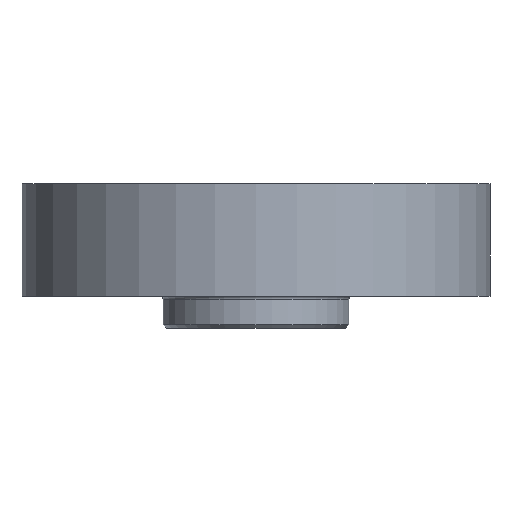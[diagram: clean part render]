
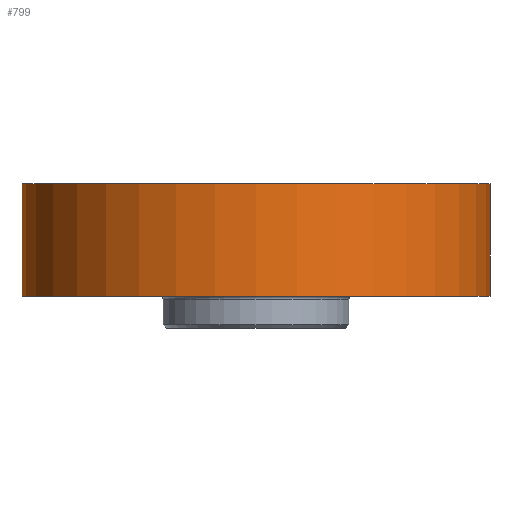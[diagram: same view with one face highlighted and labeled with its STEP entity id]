
A CAD part, front view. The second image highlights one B-rep face of the part: STEP entity #799.
In plain terms, the highlighted cylindrical face has radius 73 mm (diameter 146 mm), a partial arc.
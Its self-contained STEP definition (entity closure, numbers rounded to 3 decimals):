
#77 = DIRECTION ( 'NONE',  ( 1., 0., 0. ) ) ;
#113 = FACE_OUTER_BOUND ( 'NONE', #1393, .T. ) ;
#114 = CARTESIAN_POINT ( 'NONE',  ( -73., 0., 0. ) ) ;
#161 = VERTEX_POINT ( 'NONE', #992 ) ;
#167 = VERTEX_POINT ( 'NONE', #114 ) ;
#170 = CARTESIAN_POINT ( 'NONE',  ( 0., 0., -35. ) ) ;
#173 = CARTESIAN_POINT ( 'NONE',  ( -73., 0., -35. ) ) ;
#191 = CYLINDRICAL_SURFACE ( 'NONE', #763, 73. ) ;
#206 = AXIS2_PLACEMENT_3D ( 'NONE', #170, #1408, #306 ) ;
#220 = AXIS2_PLACEMENT_3D ( 'NONE', #611, #734, #77 ) ;
#253 = DIRECTION ( 'NONE',  ( 1., 0., 0. ) ) ;
#292 = VERTEX_POINT ( 'NONE', #1495 ) ;
#306 = DIRECTION ( 'NONE',  ( 1., 0., 0. ) ) ;
#307 = ORIENTED_EDGE ( 'NONE', *, *, #1460, .F. ) ;
#504 = CARTESIAN_POINT ( 'NONE',  ( 73., 0., -35. ) ) ;
#563 = LINE ( 'NONE', #1603, #1156 ) ;
#591 = EDGE_CURVE ( 'NONE', #292, #1075, #1538, .T. ) ;
#611 = CARTESIAN_POINT ( 'NONE',  ( 0., 0., 0. ) ) ;
#636 = DIRECTION ( 'NONE',  ( 0., 0., 1. ) ) ;
#734 = DIRECTION ( 'NONE',  ( 0., 0., 1. ) ) ;
#763 = AXIS2_PLACEMENT_3D ( 'NONE', #907, #636, #253 ) ;
#799 = ADVANCED_FACE ( 'NONE', ( #113 ), #191, .T. ) ;
#808 = ORIENTED_EDGE ( 'NONE', *, *, #591, .T. ) ;
#871 = CIRCLE ( 'NONE', #220, 73. ) ;
#907 = CARTESIAN_POINT ( 'NONE',  ( 0., 0., -35. ) ) ;
#992 = CARTESIAN_POINT ( 'NONE',  ( 73., 0., 0. ) ) ;
#1075 = VERTEX_POINT ( 'NONE', #504 ) ;
#1156 = VECTOR ( 'NONE', #1179, 1000. ) ;
#1179 = DIRECTION ( 'NONE',  ( 0., 0., 1. ) ) ;
#1245 = ORIENTED_EDGE ( 'NONE', *, *, #1639, .T. ) ;
#1299 = EDGE_CURVE ( 'NONE', #292, #167, #1488, .T. ) ;
#1357 = VECTOR ( 'NONE', #1545, 1000. ) ;
#1393 = EDGE_LOOP ( 'NONE', ( #1500, #808, #1245, #307 ) ) ;
#1408 = DIRECTION ( 'NONE',  ( 0., 0., 1. ) ) ;
#1460 = EDGE_CURVE ( 'NONE', #167, #161, #871, .T. ) ;
#1488 = LINE ( 'NONE', #173, #1357 ) ;
#1495 = CARTESIAN_POINT ( 'NONE',  ( -73., 0., -35. ) ) ;
#1500 = ORIENTED_EDGE ( 'NONE', *, *, #1299, .F. ) ;
#1538 = CIRCLE ( 'NONE', #206, 73. ) ;
#1545 = DIRECTION ( 'NONE',  ( 0., 0., 1. ) ) ;
#1603 = CARTESIAN_POINT ( 'NONE',  ( 73., 0., -35. ) ) ;
#1639 = EDGE_CURVE ( 'NONE', #1075, #161, #563, .T. ) ;
